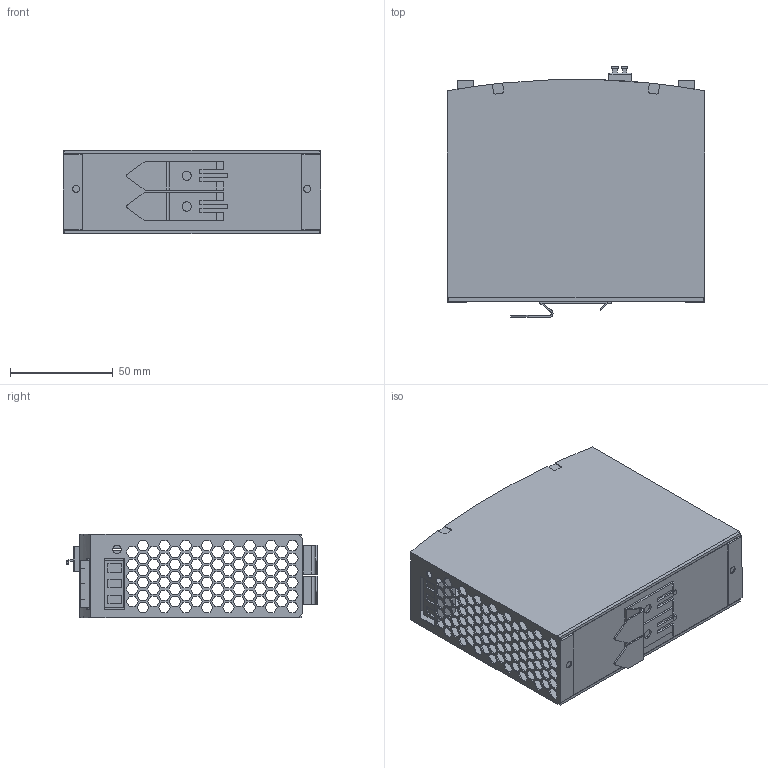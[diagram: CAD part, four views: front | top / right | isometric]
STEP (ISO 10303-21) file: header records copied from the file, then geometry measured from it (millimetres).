
FILE_DESCRIPTION (( 'STEP AP214' ), '1' );
FILE_NAME ('F624EDR ´øDC OK-V1.0-2025.11.14.STEP', '2025-11-14T03:09:02', ( '' ), ( '' ), 'SwSTEP 2.0', 'SolidWorks 2020', '' );
FILE_SCHEMA (( 'AUTOMOTIVE_DESIGN' ));
Length unit declared in the file: millimetre
Products named in the file (1): F624EDR 湍DC OK-V1.0-2025.11.14
Bounding box: 125.2 x 121.79 x 40.54 mm (x, y, z)
Volume: 64943.6 mm3; surface area: 88622.3 mm2
Topology: 6 solids, 6 shells, 1425 faces, 4134 edges, 2742 vertices
Faces by surface type: plane 1339, cylinder 72, bspline 14
Entity records: 47960 total; most frequent: CARTESIAN_POINT 9020, ORIENTED_EDGE 8268, DIRECTION 7038, EDGE_CURVE 4134, VECTOR 3890, LINE 3890, VERTEX_POINT 2742, EDGE_LOOP 1820
